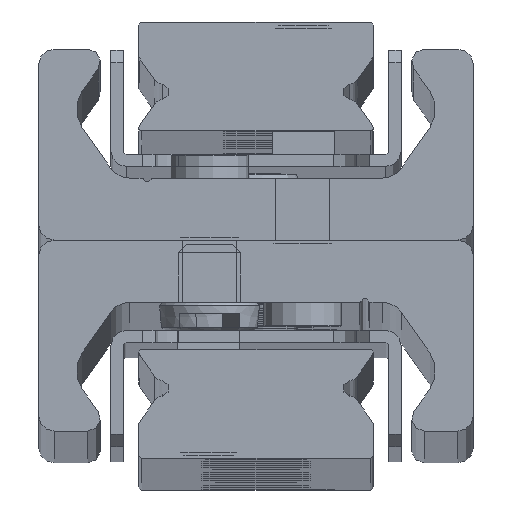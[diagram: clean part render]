
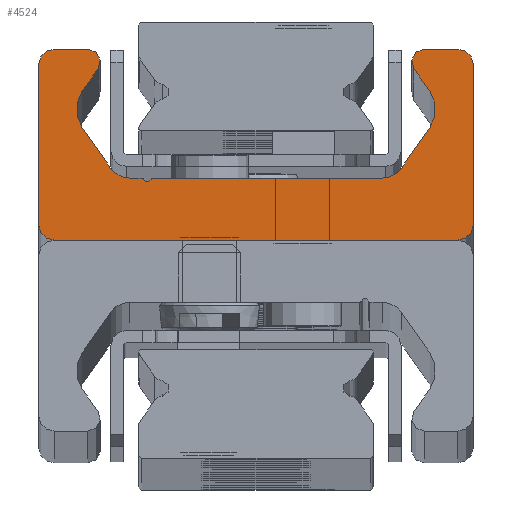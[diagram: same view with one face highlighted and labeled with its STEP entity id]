
A CAD part, top view. The second image highlights one B-rep face of the part: STEP entity #4524.
In plain terms, the highlighted planar face has unit normal (0, 0, 1).
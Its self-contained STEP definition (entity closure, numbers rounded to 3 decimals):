
#3498=CARTESIAN_POINT('',(7.0,0.0,1170.0));
#3499=VERTEX_POINT('',#3498);
#3500=CARTESIAN_POINT('',(6.,1.0,1170.0));
#3501=VERTEX_POINT('',#3500);
#3502=CARTESIAN_POINT('',(7.0,1.0,1170.0));
#3503=DIRECTION('',(0.0,0.0,-1.0));
#3504=DIRECTION('',(-1.0,0.0,0.0));
#3505=AXIS2_PLACEMENT_3D('',#3502,#3503,#3504);
#3506=CIRCLE('',#3505,1.0);
#3507=EDGE_CURVE('',#3499,#3501,#3506,.T.);
#3540=CARTESIAN_POINT('',(6.,11.3,1170.0));
#3541=VERTEX_POINT('',#3540);
#3542=CARTESIAN_POINT('',(6.,1.0,1170.0));
#3543=DIRECTION('',(0.0,1.0,0.0));
#3544=VECTOR('',#3543,10.3);
#3545=LINE('',#3542,#3544);
#3546=EDGE_CURVE('',#3501,#3541,#3545,.T.);
#3571=CARTESIAN_POINT('',(7.0,12.3,1170.0));
#3572=VERTEX_POINT('',#3571);
#3573=CARTESIAN_POINT('',(7.,11.3,1170.0));
#3574=DIRECTION('',(0.0,0.0,-1.0));
#3575=DIRECTION('',(0.0,1.0,0.0));
#3576=AXIS2_PLACEMENT_3D('',#3573,#3574,#3575);
#3577=CIRCLE('',#3576,1.0);
#3578=EDGE_CURVE('',#3541,#3572,#3577,.T.);
#3604=CARTESIAN_POINT('',(9.17,12.3,1170.0));
#3605=VERTEX_POINT('',#3604);
#3606=CARTESIAN_POINT('',(7.0,12.3,1170.0));
#3607=DIRECTION('',(1.0,0.0,0.0));
#3608=VECTOR('',#3607,2.17);
#3609=LINE('',#3606,#3608);
#3610=EDGE_CURVE('',#3572,#3605,#3609,.T.);
#3635=CARTESIAN_POINT('',(9.826,11.041,1170.0));
#3636=VERTEX_POINT('',#3635);
#3637=CARTESIAN_POINT('',(9.17,11.5,1170.0));
#3638=DIRECTION('',(0.0,0.0,-1.));
#3639=DIRECTION('',(0.819,-0.574,0.0));
#3640=AXIS2_PLACEMENT_3D('',#3637,#3638,#3639);
#3641=CIRCLE('',#3640,0.8);
#3642=EDGE_CURVE('',#3605,#3636,#3641,.T.);
#3668=CARTESIAN_POINT('',(8.794,9.567,1170.0));
#3669=VERTEX_POINT('',#3668);
#3670=CARTESIAN_POINT('',(9.826,11.041,1170.0));
#3671=DIRECTION('',(-0.574,-0.819,0.0));
#3672=VECTOR('',#3671,1.799);
#3673=LINE('',#3670,#3672);
#3674=EDGE_CURVE('',#3636,#3669,#3673,.T.);
#3699=CARTESIAN_POINT('',(8.794,7.273,1170.0));
#3700=VERTEX_POINT('',#3699);
#3701=CARTESIAN_POINT('',(10.432,8.42,1170.0));
#3702=DIRECTION('',(0.0,0.0,1.0));
#3703=DIRECTION('',(0.819,-0.574,0.0));
#3704=AXIS2_PLACEMENT_3D('',#3701,#3702,#3703);
#3705=CIRCLE('',#3704,2.0);
#3706=EDGE_CURVE('',#3669,#3700,#3705,.T.);
#3732=CARTESIAN_POINT('',(10.637,4.64,1170.0));
#3733=VERTEX_POINT('',#3732);
#3734=CARTESIAN_POINT('',(8.794,7.273,1170.0));
#3735=DIRECTION('',(0.574,-0.819,0.0));
#3736=VECTOR('',#3735,3.215);
#3737=LINE('',#3734,#3736);
#3738=EDGE_CURVE('',#3700,#3733,#3737,.T.);
#3763=CARTESIAN_POINT('',(11.866,4.,1170.0));
#3764=VERTEX_POINT('',#3763);
#3765=CARTESIAN_POINT('',(11.866,5.5,1170.0));
#3766=DIRECTION('',(0.0,0.0,1.0));
#3767=DIRECTION('',(0.819,0.574,0.0));
#3768=AXIS2_PLACEMENT_3D('',#3765,#3766,#3767);
#3769=CIRCLE('',#3768,1.5);
#3770=EDGE_CURVE('',#3733,#3764,#3769,.T.);
#3796=CARTESIAN_POINT('',(12.665,4.,1170.0));
#3797=VERTEX_POINT('',#3796);
#3798=CARTESIAN_POINT('',(11.866,4.,1170.0));
#3799=DIRECTION('',(1.0,0.0,0.0));
#3800=VECTOR('',#3799,0.798);
#3801=LINE('',#3798,#3800);
#3802=EDGE_CURVE('',#3764,#3797,#3801,.T.);
#3827=CARTESIAN_POINT('',(12.76,3.929,1170.0));
#3828=VERTEX_POINT('',#3827);
#3829=CARTESIAN_POINT('',(12.665,3.9,1170.0));
#3830=DIRECTION('',(0.0,0.0,-1.0));
#3831=DIRECTION('',(0.958,0.286,0.0));
#3832=AXIS2_PLACEMENT_3D('',#3829,#3830,#3831);
#3833=CIRCLE('',#3832,0.1);
#3834=EDGE_CURVE('',#3797,#3828,#3833,.T.);
#3860=CARTESIAN_POINT('',(13.24,3.929,1170.0));
#3861=VERTEX_POINT('',#3860);
#3862=CARTESIAN_POINT('',(13.,4.0,1170.0));
#3863=DIRECTION('',(0.0,0.0,1.));
#3864=DIRECTION('',(0.958,0.286,0.0));
#3865=AXIS2_PLACEMENT_3D('',#3862,#3863,#3864);
#3866=CIRCLE('',#3865,0.25);
#3867=EDGE_CURVE('',#3828,#3861,#3866,.T.);
#3893=CARTESIAN_POINT('',(13.335,4.0,1170.0));
#3894=VERTEX_POINT('',#3893);
#3895=CARTESIAN_POINT('',(13.335,3.9,1170.0));
#3896=DIRECTION('',(0.0,0.0,-1.0));
#3897=DIRECTION('',(0.0,1.0,0.0));
#3898=AXIS2_PLACEMENT_3D('',#3895,#3896,#3897);
#3899=CIRCLE('',#3898,0.1);
#3900=EDGE_CURVE('',#3861,#3894,#3899,.T.);
#3926=CARTESIAN_POINT('',(28.134,4.0,1170.0));
#3927=VERTEX_POINT('',#3926);
#3928=CARTESIAN_POINT('',(13.335,4.0,1170.0));
#3929=DIRECTION('',(1.0,0.0,0.0));
#3930=VECTOR('',#3929,14.798);
#3931=LINE('',#3928,#3930);
#3932=EDGE_CURVE('',#3894,#3927,#3931,.T.);
#4056=CARTESIAN_POINT('',(29.363,4.64,1170.0));
#4057=VERTEX_POINT('',#4056);
#4058=CARTESIAN_POINT('',(28.134,5.5,1170.0));
#4059=DIRECTION('',(0.0,0.0,1.0));
#4060=DIRECTION('',(0.0,1.0,0.0));
#4061=AXIS2_PLACEMENT_3D('',#4058,#4059,#4060);
#4062=CIRCLE('',#4061,1.5);
#4063=EDGE_CURVE('',#3927,#4057,#4062,.T.);
#4089=CARTESIAN_POINT('',(31.206,7.273,1170.0));
#4090=VERTEX_POINT('',#4089);
#4091=CARTESIAN_POINT('',(29.363,4.64,1170.0));
#4092=DIRECTION('',(0.574,0.819,0.0));
#4093=VECTOR('',#4092,3.215);
#4094=LINE('',#4091,#4093);
#4095=EDGE_CURVE('',#4057,#4090,#4094,.T.);
#4120=CARTESIAN_POINT('',(31.206,9.567,1170.0));
#4121=VERTEX_POINT('',#4120);
#4122=CARTESIAN_POINT('',(29.568,8.42,1170.0));
#4123=DIRECTION('',(0.0,0.0,1.));
#4124=DIRECTION('',(-0.819,0.574,0.0));
#4125=AXIS2_PLACEMENT_3D('',#4122,#4123,#4124);
#4126=CIRCLE('',#4125,2.0);
#4127=EDGE_CURVE('',#4090,#4121,#4126,.T.);
#4153=CARTESIAN_POINT('',(30.174,11.041,1170.0));
#4154=VERTEX_POINT('',#4153);
#4155=CARTESIAN_POINT('',(31.206,9.567,1170.0));
#4156=DIRECTION('',(-0.574,0.819,0.0));
#4157=VECTOR('',#4156,1.799);
#4158=LINE('',#4155,#4157);
#4159=EDGE_CURVE('',#4121,#4154,#4158,.T.);
#4184=CARTESIAN_POINT('',(30.83,12.3,1170.0));
#4185=VERTEX_POINT('',#4184);
#4186=CARTESIAN_POINT('',(30.83,11.5,1170.0));
#4187=DIRECTION('',(0.0,0.0,-1.0));
#4188=DIRECTION('',(0.0,1.0,0.0));
#4189=AXIS2_PLACEMENT_3D('',#4186,#4187,#4188);
#4190=CIRCLE('',#4189,0.8);
#4191=EDGE_CURVE('',#4154,#4185,#4190,.T.);
#4217=CARTESIAN_POINT('',(33.0,12.3,1170.0));
#4218=VERTEX_POINT('',#4217);
#4219=CARTESIAN_POINT('',(30.83,12.3,1170.0));
#4220=DIRECTION('',(1.0,0.0,0.0));
#4221=VECTOR('',#4220,2.17);
#4222=LINE('',#4219,#4221);
#4223=EDGE_CURVE('',#4185,#4218,#4222,.T.);
#4248=CARTESIAN_POINT('',(34.0,11.3,1170.0));
#4249=VERTEX_POINT('',#4248);
#4250=CARTESIAN_POINT('',(33.0,11.3,1170.0));
#4251=DIRECTION('',(0.0,0.0,-1.0));
#4252=DIRECTION('',(1.0,0.0,0.0));
#4253=AXIS2_PLACEMENT_3D('',#4250,#4251,#4252);
#4254=CIRCLE('',#4253,1.0);
#4255=EDGE_CURVE('',#4218,#4249,#4254,.T.);
#4281=CARTESIAN_POINT('',(34.0,1.0,1170.0));
#4282=VERTEX_POINT('',#4281);
#4283=CARTESIAN_POINT('',(34.0,11.3,1170.0));
#4284=DIRECTION('',(0.0,-1.0,0.0));
#4285=VECTOR('',#4284,10.3);
#4286=LINE('',#4283,#4285);
#4287=EDGE_CURVE('',#4249,#4282,#4286,.T.);
#4312=CARTESIAN_POINT('',(33.0,0.0,1170.0));
#4313=VERTEX_POINT('',#4312);
#4314=CARTESIAN_POINT('',(33.0,1.0,1170.0));
#4315=DIRECTION('',(0.0,0.0,-1.0));
#4316=DIRECTION('',(0.0,-1.0,0.0));
#4317=AXIS2_PLACEMENT_3D('',#4314,#4315,#4316);
#4318=CIRCLE('',#4317,1.0);
#4319=EDGE_CURVE('',#4282,#4313,#4318,.T.);
#4345=CARTESIAN_POINT('',(33.0,0.0,1170.0));
#4346=DIRECTION('',(-1.0,0.0,0.0));
#4347=VECTOR('',#4346,26.0);
#4348=LINE('',#4345,#4347);
#4349=EDGE_CURVE('',#4313,#3499,#4348,.T.);
#4493=CARTESIAN_POINT('',(19.983,4.783,1170.0));
#4494=DIRECTION('',(0.0,0.0,1.0));
#4495=DIRECTION('',(1.0,0.0,0.0));
#4496=AXIS2_PLACEMENT_3D('',#4493,#4494,#4495);
#4497=PLANE('',#4496);
#4498=ORIENTED_EDGE('',*,*,#3507,.F.);
#4499=ORIENTED_EDGE('',*,*,#4349,.F.);
#4500=ORIENTED_EDGE('',*,*,#4319,.F.);
#4501=ORIENTED_EDGE('',*,*,#4287,.F.);
#4502=ORIENTED_EDGE('',*,*,#4255,.F.);
#4503=ORIENTED_EDGE('',*,*,#4223,.F.);
#4504=ORIENTED_EDGE('',*,*,#4191,.F.);
#4505=ORIENTED_EDGE('',*,*,#4159,.F.);
#4506=ORIENTED_EDGE('',*,*,#4127,.F.);
#4507=ORIENTED_EDGE('',*,*,#4095,.F.);
#4508=ORIENTED_EDGE('',*,*,#4063,.F.);
#4509=ORIENTED_EDGE('',*,*,#3932,.F.);
#4510=ORIENTED_EDGE('',*,*,#3900,.F.);
#4511=ORIENTED_EDGE('',*,*,#3867,.F.);
#4512=ORIENTED_EDGE('',*,*,#3834,.F.);
#4513=ORIENTED_EDGE('',*,*,#3802,.F.);
#4514=ORIENTED_EDGE('',*,*,#3770,.F.);
#4515=ORIENTED_EDGE('',*,*,#3738,.F.);
#4516=ORIENTED_EDGE('',*,*,#3706,.F.);
#4517=ORIENTED_EDGE('',*,*,#3674,.F.);
#4518=ORIENTED_EDGE('',*,*,#3642,.F.);
#4519=ORIENTED_EDGE('',*,*,#3610,.F.);
#4520=ORIENTED_EDGE('',*,*,#3578,.F.);
#4521=ORIENTED_EDGE('',*,*,#3546,.F.);
#4522=EDGE_LOOP('',(#4498,#4499,#4500,#4501,#4502,#4503,#4504,#4505,#4506,#4507,#4508,#4509,#4510,#4511,#4512,#4513,#4514,#4515,#4516,#4517,#4518,#4519,#4520,#4521));
#4523=FACE_OUTER_BOUND('',#4522,.T.);
#4524=ADVANCED_FACE('',(#4523),#4497,.T.);
